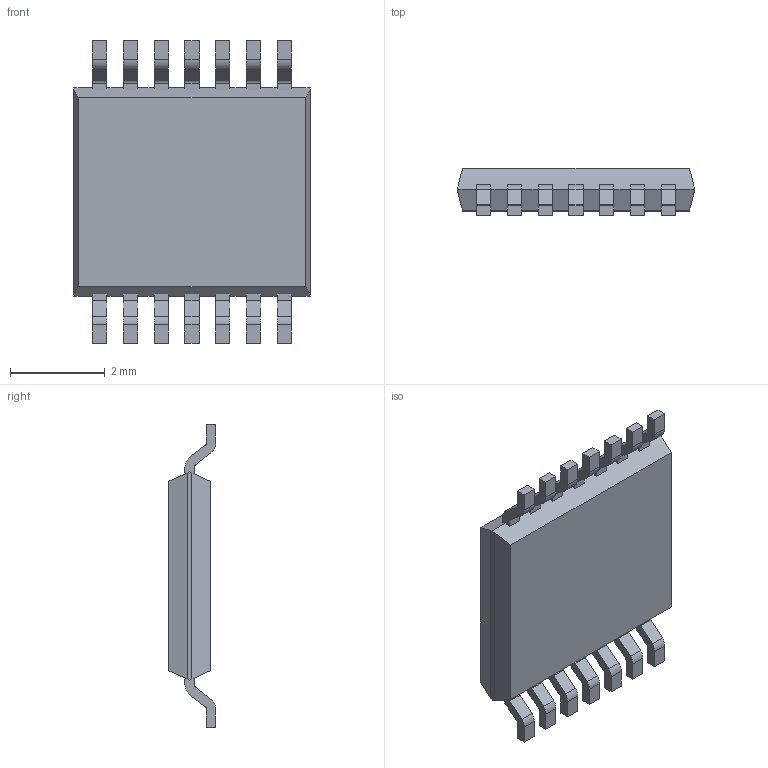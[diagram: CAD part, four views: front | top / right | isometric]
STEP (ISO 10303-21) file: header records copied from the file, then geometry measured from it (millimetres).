
FILE_DESCRIPTION( ( '' ), ' ' );
FILE_NAME( '58c95ae8a1545d0f69163a09.step', '2017-03-15T15:17:36', ( '' ), ( '' ), ' ', ' ', ' ' );
FILE_SCHEMA( ( 'AUTOMOTIVE_DESIGN { 1 0 10303 214 1 1 1 1 }' ) );
Length unit declared in the file: metre
Products named in the file (1): 1
Bounding box: 5 x 1 x 6.4 mm (x, y, z)
Volume: 19.6 mm3; surface area: 73.2 mm2
Topology: 1 solids, 1 shells, 196 faces, 579 edges, 386 vertices
Faces by surface type: plane 139, cylinder 57
Full cylindrical faces by diameter (mm): 0.5 x1
Entity records: 8096 total; most frequent: CARTESIAN_POINT 1161, ORIENTED_EDGE 1156, DIRECTION 1086, EDGE_CURVE 578, LINE 464, VECTOR 464, VERTEX_POINT 386, AXIS2_PLACEMENT_3D 311
